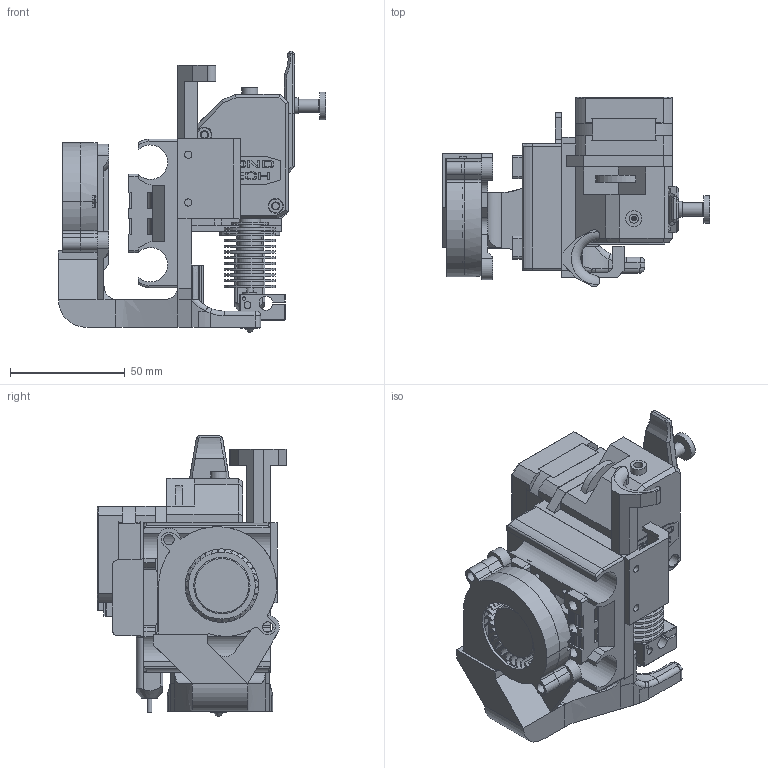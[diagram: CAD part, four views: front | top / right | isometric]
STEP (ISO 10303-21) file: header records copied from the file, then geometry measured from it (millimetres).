
FILE_DESCRIPTION(/* description */ (''),/* implementation_level */ '2;1');
FILE_NAME(/* name */ 'Extruder_Mount v72.step',/* time_stamp */ '2020-09-24T11:03:57-07:00',/* author */ (''),/* organization */ (''),/* preprocessor_version */ 'ST-DEVELOPER v18.1',/* originating_system */ 'Autodesk Translation Framework v9.3.0.1241',/* authorisation */ '');
FILE_SCHEMA (('AUTOMOTIVE_DESIGN { 1 0 10303 214 3 1 1 }'));
Length unit declared in the file: millimetre
Products named in the file (17): Extruder_Mount; Extruder_Mount_1; Cable_cover; Direct_X_carriage; BMG_Extruder v3; MS17HD5P; ED3V6 v3; HEATSINK; NOZZLE 0; HEATBRICK; HEATERBLOCK; BL-touch; My Unified Duct; fan_5015; turbine; top; bottom
Assembly tree (16 placements, depth 3):
  Extruder_Mount
    Extruder_Mount_1
    Cable_cover
    Direct_X_carriage
    BMG_Extruder v3
    MS17HD5P
    ED3V6 v3
      HEATSINK
      NOZZLE 0
      HEATBRICK
      HEATERBLOCK
    BL-touch
    My Unified Duct
    fan_5015
      turbine
      top
      bottom
Bounding box: 116.2 x 82.44 x 122.35 mm (x, y, z)
Volume: 233637.9 mm3; surface area: 118983.5 mm2
Topology: 16 solids, 16 shells, 1682 faces, 4447 edges, 2863 vertices
Faces by surface type: plane 923, cylinder 461, bspline 193, cone 77, torus 28
Full cylindrical faces by diameter (mm): 0.4 x1, 1.5 x2, 1.999 x1, 2 x3, 2.8 x1, 3 x12, 3.196 x1, 3.2 x2, 3.202 x1, 3.302 x2, 3.5 x9, 4 x1, 4.2 x2, 4.5 x4, 5 x3, 5.1 x20, 5.3 x4, 5.65 x2, 5.75 x1, 6 x11, 7 x5, 8 x1, 9 x1, 9.38 x2, 9.642 x1, 9.904 x1, 10.166 x1, 10.428 x1, 10.69 x1, 10.952 x1
Entity records: 56632 total; most frequent: CARTESIAN_POINT 14867, ORIENTED_EDGE 8892, DIRECTION 8086, EDGE_CURVE 4446, VERTEX_POINT 2863, AXIS2_PLACEMENT_3D 2757, LINE 2572, VECTOR 2572
